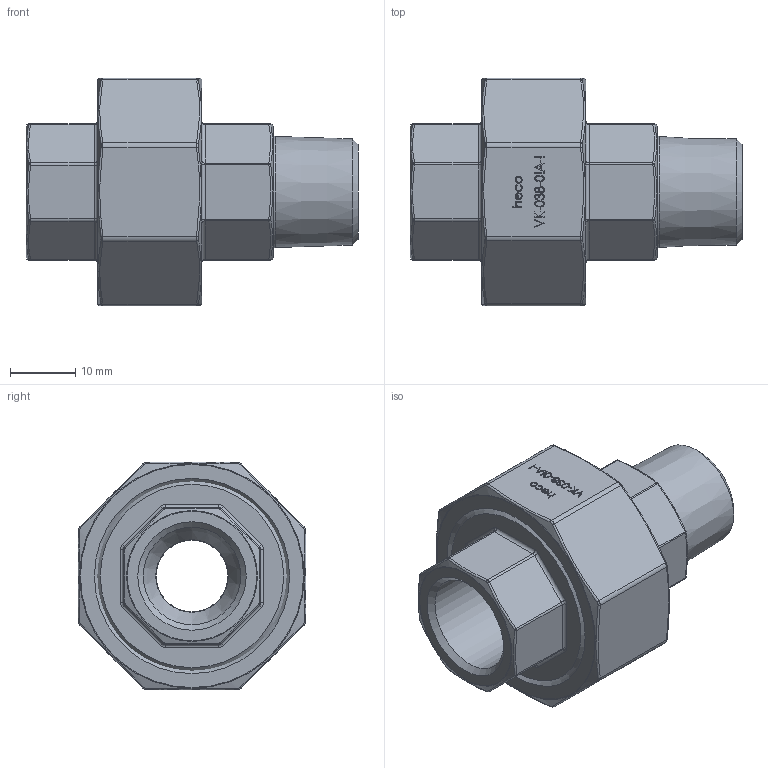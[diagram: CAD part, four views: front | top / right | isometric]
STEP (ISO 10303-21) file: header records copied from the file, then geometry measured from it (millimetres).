
FILE_DESCRIPTION (( 'STEP AP214' ), '1' );
FILE_NAME ('VK-038-0IA-I Verschraubung konisch 2303.STEP', '2023-03-23T09:44:18', ( '' ), ( '' ), 'SwSTEP 2.0', 'SolidWorks 2019', '' );
FILE_SCHEMA (( 'AUTOMOTIVE_DESIGN' ));
Length unit declared in the file: millimetre
Products named in the file (1): VK-038-0IA-I Verschraubung konisch 2303
Bounding box: 51 x 35 x 35 mm (x, y, z)
Volume: 18293.2 mm3; surface area: 12014.7 mm2
Topology: 3 solids, 3 shells, 374 faces, 892 edges, 554 vertices
Faces by surface type: bspline 140, plane 125, cylinder 49, torus 38, cone 14, sphere 8
Full cylindrical faces by diameter (mm): 11 x1, 14.95 x1, 17 x2, 25 x1, 25.3 x1, 28 x1, 28.38 x1, 30 x1
Entity records: 20107 total; most frequent: CARTESIAN_POINT 8474, ORIENTED_EDGE 1660, DIRECTION 1211, EDGE_CURVE 830, VERTEX_POINT 537, EDGE_LOOP 455, AXIS2_PLACEMENT_3D 426, FACE_OUTER_BOUND 405
